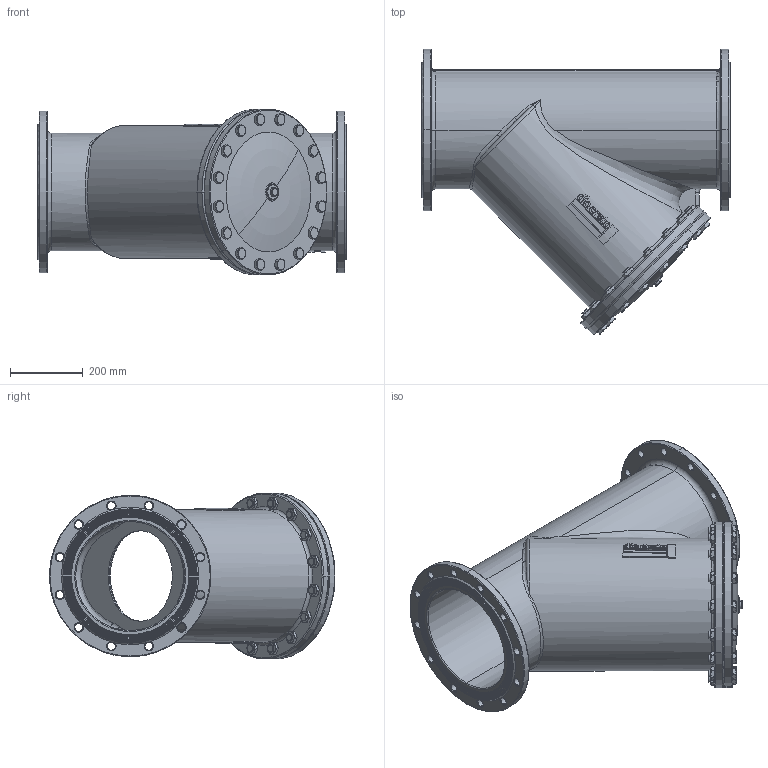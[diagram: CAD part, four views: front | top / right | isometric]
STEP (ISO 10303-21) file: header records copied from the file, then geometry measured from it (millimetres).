
FILE_DESCRIPTION (( 'STEP AP203' ), '1' );
FILE_NAME ('YS-PN10-DN300.STEP', '2019-10-22T02:13:19', ( '' ), ( '' ), 'SwSTEP 2.0', 'SolidWorks 2013', '' );
FILE_SCHEMA (( 'CONFIG_CONTROL_DESIGN' ));
Length unit declared in the file: millimetre
Products named in the file (1): YS-PN10-DN300
Bounding box: 850 x 785.8 x 457 mm (x, y, z)
Volume: 22260460 mm3; surface area: 3227384.5 mm2
Topology: 1 solids, 19 shells, 1601 faces, 3801 edges, 2390 vertices
Faces by surface type: cone 552, plane 455, cylinder 246, bspline 232, torus 116
Entity records: 94443 total; most frequent: CARTESIAN_POINT 58981, ORIENTED_EDGE 7594, DIRECTION 6955, EDGE_CURVE 3797, AXIS2_PLACEMENT_3D 2952, VERTEX_POINT 2390, EDGE_LOOP 1843, FACE_OUTER_BOUND 1601
